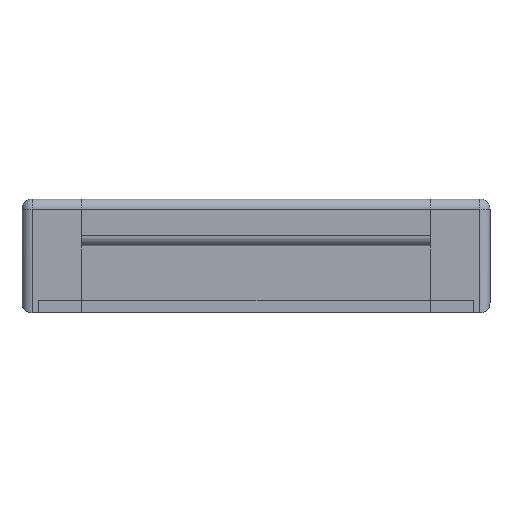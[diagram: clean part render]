
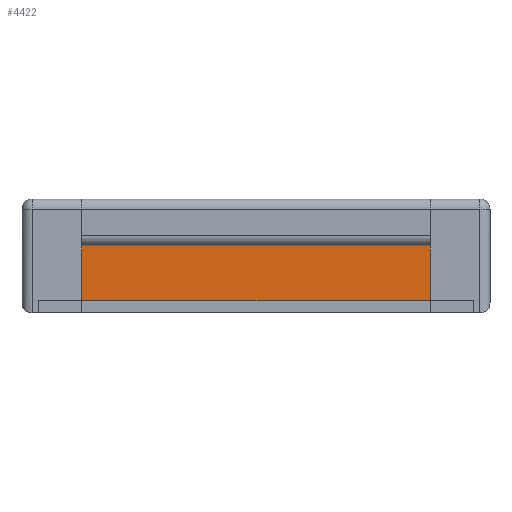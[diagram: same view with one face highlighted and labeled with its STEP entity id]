
A CAD part, front view. The second image highlights one B-rep face of the part: STEP entity #4422.
In plain terms, the highlighted planar face has unit normal (0, -1, 0).
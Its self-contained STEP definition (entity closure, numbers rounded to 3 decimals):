
#456 = PLANE('',#457);
#457 = AXIS2_PLACEMENT_3D('',#458,#459,#460);
#458 = CARTESIAN_POINT('',(-32.5,56.,0.));
#459 = DIRECTION('',(0.,1.,0.));
#460 = DIRECTION('',(1.,0.,0.));
#1914 = VERTEX_POINT('',#1915);
#1915 = CARTESIAN_POINT('',(26.,56.,1.8));
#1950 = PLANE('',#1951);
#1951 = AXIS2_PLACEMENT_3D('',#1952,#1953,#1954);
#1952 = CARTESIAN_POINT('',(-32.5,56.,0.));
#1953 = DIRECTION('',(0.,1.,0.));
#1954 = DIRECTION('',(1.,0.,0.));
#1968 = VERTEX_POINT('',#1969);
#1969 = CARTESIAN_POINT('',(-26.,56.,1.8));
#1990 = EDGE_CURVE('',#1968,#1914,#1991,.T.);
#1991 = SURFACE_CURVE('',#1992,(#1996,#2003),.PCURVE_S1.);
#1992 = LINE('',#1993,#1994);
#1993 = CARTESIAN_POINT('',(-32.5,56.,1.8));
#1994 = VECTOR('',#1995,1.);
#1995 = DIRECTION('',(1.,0.,0.));
#1996 = PCURVE('',#456,#1997);
#1997 = DEFINITIONAL_REPRESENTATION('',(#1998),#2002);
#1998 = LINE('',#1999,#2000);
#1999 = CARTESIAN_POINT('',(0.,-1.8));
#2000 = VECTOR('',#2001,1.);
#2001 = DIRECTION('',(1.,0.));
#2002 = ( GEOMETRIC_REPRESENTATION_CONTEXT(2) 
PARAMETRIC_REPRESENTATION_CONTEXT() REPRESENTATION_CONTEXT('2D SPACE',''
  ) );
#2003 = PCURVE('',#2004,#2009);
#2004 = PLANE('',#2005);
#2005 = AXIS2_PLACEMENT_3D('',#2006,#2007,#2008);
#2006 = CARTESIAN_POINT('',(26.,56.,0.));
#2007 = DIRECTION('',(0.,-1.,0.));
#2008 = DIRECTION('',(-1.,0.,0.));
#2009 = DEFINITIONAL_REPRESENTATION('',(#2010),#2014);
#2010 = LINE('',#2011,#2012);
#2011 = CARTESIAN_POINT('',(58.5,-1.8));
#2012 = VECTOR('',#2013,1.);
#2013 = DIRECTION('',(-1.,-0.));
#2014 = ( GEOMETRIC_REPRESENTATION_CONTEXT(2) 
PARAMETRIC_REPRESENTATION_CONTEXT() REPRESENTATION_CONTEXT('2D SPACE',''
  ) );
#2058 = PLANE('',#2059);
#2059 = AXIS2_PLACEMENT_3D('',#2060,#2061,#2062);
#2060 = CARTESIAN_POINT('',(-32.5,56.,0.));
#2061 = DIRECTION('',(0.,1.,0.));
#2062 = DIRECTION('',(1.,0.,0.));
#4378 = EDGE_CURVE('',#1914,#4379,#4381,.T.);
#4379 = VERTEX_POINT('',#4380);
#4380 = CARTESIAN_POINT('',(26.,56.,14.1));
#4381 = SURFACE_CURVE('',#4382,(#4386,#4393),.PCURVE_S1.);
#4382 = LINE('',#4383,#4384);
#4383 = CARTESIAN_POINT('',(26.,56.,0.));
#4384 = VECTOR('',#4385,1.);
#4385 = DIRECTION('',(0.,0.,1.));
#4386 = PCURVE('',#1950,#4387);
#4387 = DEFINITIONAL_REPRESENTATION('',(#4388),#4392);
#4388 = LINE('',#4389,#4390);
#4389 = CARTESIAN_POINT('',(58.5,0.));
#4390 = VECTOR('',#4391,1.);
#4391 = DIRECTION('',(0.,-1.));
#4392 = ( GEOMETRIC_REPRESENTATION_CONTEXT(2) 
PARAMETRIC_REPRESENTATION_CONTEXT() REPRESENTATION_CONTEXT('2D SPACE',''
  ) );
#4393 = PCURVE('',#2004,#4394);
#4394 = DEFINITIONAL_REPRESENTATION('',(#4395),#4399);
#4395 = LINE('',#4396,#4397);
#4396 = CARTESIAN_POINT('',(0.,-0.));
#4397 = VECTOR('',#4398,1.);
#4398 = DIRECTION('',(0.,-1.));
#4399 = ( GEOMETRIC_REPRESENTATION_CONTEXT(2) 
PARAMETRIC_REPRESENTATION_CONTEXT() REPRESENTATION_CONTEXT('2D SPACE',''
  ) );
#4422 = ADVANCED_FACE('',(#4423),#2004,.T.);
#4423 = FACE_BOUND('',#4424,.T.);
#4424 = EDGE_LOOP('',(#4425,#4448,#4449,#4450));
#4425 = ORIENTED_EDGE('',*,*,#4426,.F.);
#4426 = EDGE_CURVE('',#1968,#4427,#4429,.T.);
#4427 = VERTEX_POINT('',#4428);
#4428 = CARTESIAN_POINT('',(-26.,56.,14.1));
#4429 = SURFACE_CURVE('',#4430,(#4434,#4441),.PCURVE_S1.);
#4430 = LINE('',#4431,#4432);
#4431 = CARTESIAN_POINT('',(-26.,56.,0.));
#4432 = VECTOR('',#4433,1.);
#4433 = DIRECTION('',(0.,0.,1.));
#4434 = PCURVE('',#2004,#4435);
#4435 = DEFINITIONAL_REPRESENTATION('',(#4436),#4440);
#4436 = LINE('',#4437,#4438);
#4437 = CARTESIAN_POINT('',(52.,0.));
#4438 = VECTOR('',#4439,1.);
#4439 = DIRECTION('',(0.,-1.));
#4440 = ( GEOMETRIC_REPRESENTATION_CONTEXT(2) 
PARAMETRIC_REPRESENTATION_CONTEXT() REPRESENTATION_CONTEXT('2D SPACE',''
  ) );
#4441 = PCURVE('',#2058,#4442);
#4442 = DEFINITIONAL_REPRESENTATION('',(#4443),#4447);
#4443 = LINE('',#4444,#4445);
#4444 = CARTESIAN_POINT('',(6.5,0.));
#4445 = VECTOR('',#4446,1.);
#4446 = DIRECTION('',(0.,-1.));
#4447 = ( GEOMETRIC_REPRESENTATION_CONTEXT(2) 
PARAMETRIC_REPRESENTATION_CONTEXT() REPRESENTATION_CONTEXT('2D SPACE',''
  ) );
#4448 = ORIENTED_EDGE('',*,*,#1990,.T.);
#4449 = ORIENTED_EDGE('',*,*,#4378,.T.);
#4450 = ORIENTED_EDGE('',*,*,#4451,.F.);
#4451 = EDGE_CURVE('',#4427,#4379,#4452,.T.);
#4452 = SURFACE_CURVE('',#4453,(#4457,#4464),.PCURVE_S1.);
#4453 = LINE('',#4454,#4455);
#4454 = CARTESIAN_POINT('',(-32.5,56.,14.1));
#4455 = VECTOR('',#4456,1.);
#4456 = DIRECTION('',(1.,0.,0.));
#4457 = PCURVE('',#2004,#4458);
#4458 = DEFINITIONAL_REPRESENTATION('',(#4459),#4463);
#4459 = LINE('',#4460,#4461);
#4460 = CARTESIAN_POINT('',(58.5,-14.1));
#4461 = VECTOR('',#4462,1.);
#4462 = DIRECTION('',(-1.,-0.));
#4463 = ( GEOMETRIC_REPRESENTATION_CONTEXT(2) 
PARAMETRIC_REPRESENTATION_CONTEXT() REPRESENTATION_CONTEXT('2D SPACE',''
  ) );
#4464 = PCURVE('',#4465,#4470);
#4465 = PLANE('',#4466);
#4466 = AXIS2_PLACEMENT_3D('',#4467,#4468,#4469);
#4467 = CARTESIAN_POINT('',(26.,56.,0.));
#4468 = DIRECTION('',(0.,-1.,0.));
#4469 = DIRECTION('',(-1.,0.,0.));
#4470 = DEFINITIONAL_REPRESENTATION('',(#4471),#4475);
#4471 = LINE('',#4472,#4473);
#4472 = CARTESIAN_POINT('',(58.5,-14.1));
#4473 = VECTOR('',#4474,1.);
#4474 = DIRECTION('',(-1.,-0.));
#4475 = ( GEOMETRIC_REPRESENTATION_CONTEXT(2) 
PARAMETRIC_REPRESENTATION_CONTEXT() REPRESENTATION_CONTEXT('2D SPACE',''
  ) );
